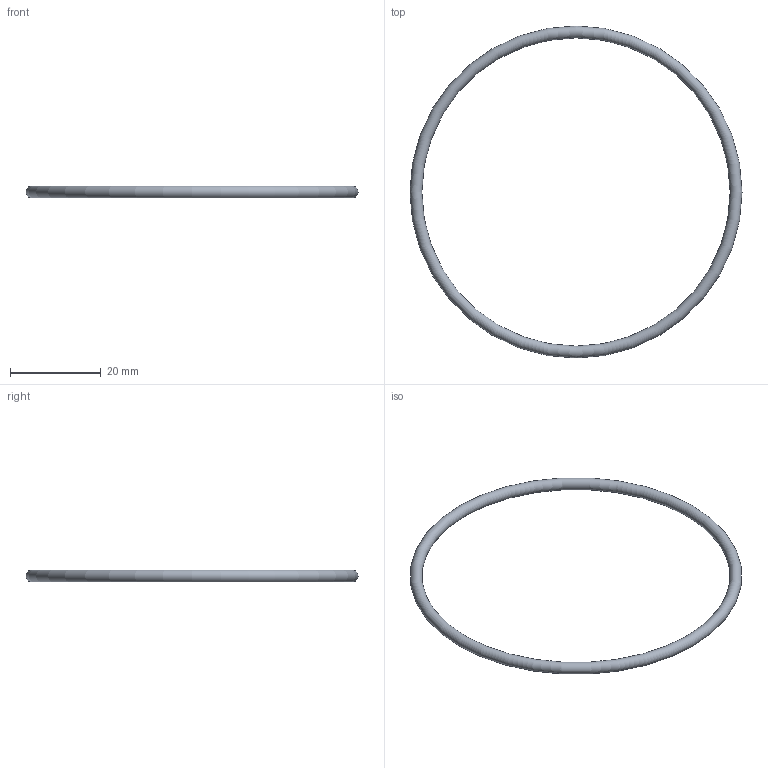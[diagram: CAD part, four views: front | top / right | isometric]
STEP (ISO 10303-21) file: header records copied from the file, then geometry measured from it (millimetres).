
FILE_DESCRIPTION(/* description */ ('CAx-IF Rec.Pracs.---Representation and Presentation of Product Manufacturing Information (PMI)---4.0---2014-10-13','CAx-IF Rec.Pracs.---3D Tessellated Geometry---0.4---2014-09-14','2;1'),/* implementation_level */ '2;1');
FILE_NAME(/* name */ 'O-V147',/* time_stamp */ '2021-10-26T13:42:21-04:00',/* author */ (''),/* organization */ ('Kurt J. Lesker Company'),/* preprocessor_version */ 'ST-DEVELOPER v16.7',/* originating_system */ 'Solid Edge',/* authorisation */ 'Unknown');
FILE_SCHEMA (('AP242_MANAGED_MODEL_BASED_3D_ENGINEERING_MIM_LF { 1 0 10303 442 1 1 4 }'));
Length unit declared in the file: inch
Products named in the file (1): Template O-ring
Bounding box: 73.18 x 73.18 x 2.62 mm (x, y, z)
Volume: 1191.6 mm3; surface area: 1822 mm2
Topology: 1 solids, 1 shells, 1 faces, 2 edges, 1 vertices
Faces by surface type: torus 1
Entity records: 42 total; most frequent: DIRECTION 4, CARTESIAN_POINT 3, AXIS2_PLACEMENT_3D 2, SHAPE_REPRESENTATION_RELATIONSHIP 1, ADVANCED_BREP_SHAPE_REPRESENTATION 1, VERTEX_POINT 1, VERTEX_LOOP 1, FACE_BOUND 1
